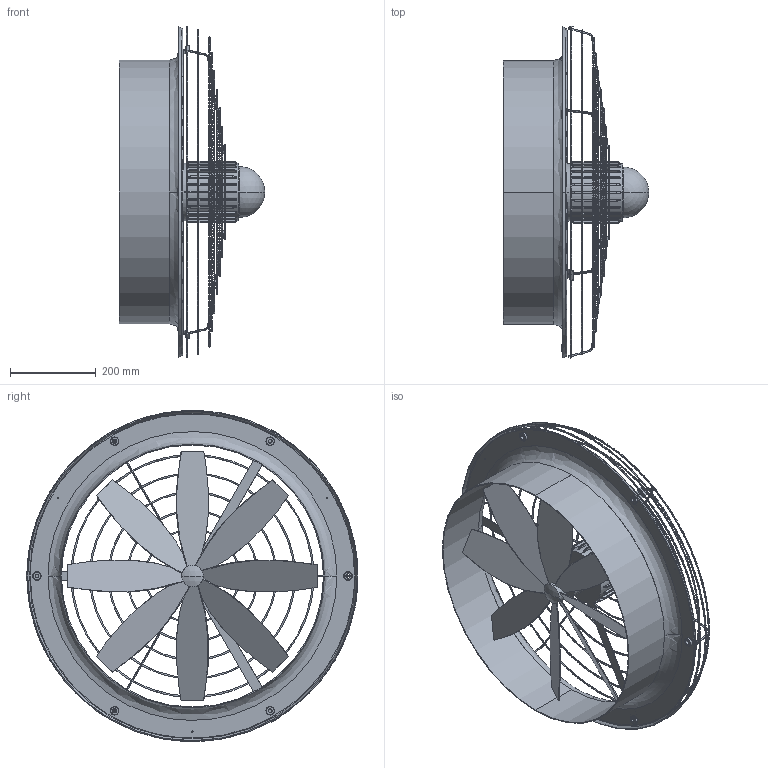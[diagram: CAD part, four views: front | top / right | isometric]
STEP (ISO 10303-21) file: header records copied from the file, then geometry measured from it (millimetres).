
FILE_DESCRIPTION (( 'STEP AP214' ), '1' );
FILE_NAME ('0094-0064.STEP', '2015-02-08T21:17:37', ( '' ), ( '' ), 'SwSTEP 2.0', 'SolidWorks 2013', '' );
FILE_SCHEMA (( 'AUTOMOTIVE_DESIGN' ));
Length unit declared in the file: millimetre
Products named in the file (1): 0094-0064
Bounding box: 338.8 x 772.47 x 770.4 mm (x, y, z)
Volume: 3874610.2 mm3; surface area: 1554843.5 mm2
Topology: 1 solids, 1 shells, 667 faces, 1973 edges, 1270 vertices
Faces by surface type: bspline 240, plane 214, cylinder 135, torus 48, cone 24, sphere 6
Entity records: 38055 total; most frequent: CARTESIAN_POINT 14330, ORIENTED_EDGE 3938, DIRECTION 2752, EDGE_CURVE 1969, VERTEX_POINT 1270, AXIS2_PLACEMENT_3D 1032, EDGE_LOOP 759, LINE 688
